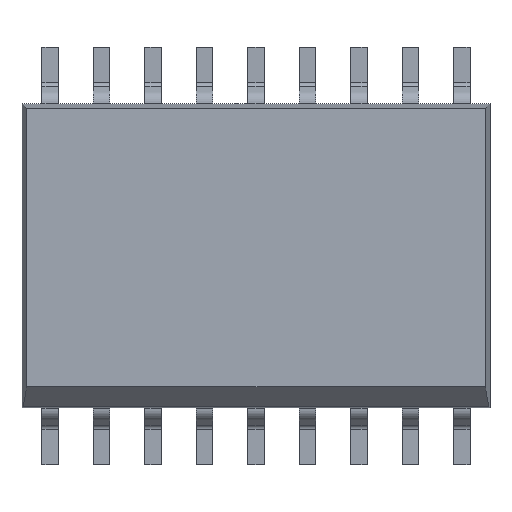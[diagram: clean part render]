
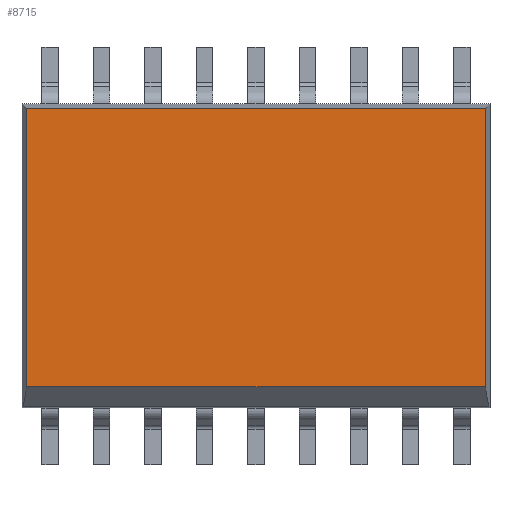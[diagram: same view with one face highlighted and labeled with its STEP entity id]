
A CAD part, top view. The second image highlights one B-rep face of the part: STEP entity #8715.
In plain terms, the highlighted planar face has unit normal (0, 0, 1).
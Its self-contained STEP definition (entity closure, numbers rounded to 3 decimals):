
#8676 = CARTESIAN_POINT ( 'NONE',  ( -5.66, 3.635, 2.65 ) ) ;
#8677 = VERTEX_POINT ( 'NONE', #8676 ) ;
#8678 = CARTESIAN_POINT ( 'NONE',  ( -5.66, -3.235, 2.65 ) ) ;
#8679 = VERTEX_POINT ( 'NONE', #8678 ) ;
#8680 = CARTESIAN_POINT ( 'NONE',  ( -5.66, -3.75, 2.65 ) ) ;
#8681 = DIRECTION ( 'NONE',  ( 0., -1., 0. ) ) ;
#8682 = VECTOR ( 'NONE', #8681, 1000. ) ;
#8683 = LINE ( 'NONE', #8680, #8682 ) ;
#8684 = EDGE_CURVE ( 'NONE', #8677, #8679, #8683, .T. ) ;
#8685 = ORIENTED_EDGE ( 'NONE', *, *, #8684, .T. ) ;
#8686 = CARTESIAN_POINT ( 'NONE',  ( 5.66, -3.235, 2.65 ) ) ;
#8687 = VERTEX_POINT ( 'NONE', #8686 ) ;
#8688 = CARTESIAN_POINT ( 'NONE',  ( 0., -3.235, 2.65 ) ) ;
#8689 = DIRECTION ( 'NONE',  ( 1., 0., 0. ) ) ;
#8690 = VECTOR ( 'NONE', #8689, 1000. ) ;
#8691 = LINE ( 'NONE', #8688, #8690 ) ;
#8692 = EDGE_CURVE ( 'NONE', #8679, #8687, #8691, .T. ) ;
#8693 = ORIENTED_EDGE ( 'NONE', *, *, #8692, .T. ) ;
#8694 = CARTESIAN_POINT ( 'NONE',  ( 5.66, 3.635, 2.65 ) ) ;
#8695 = VERTEX_POINT ( 'NONE', #8694 ) ;
#8696 = CARTESIAN_POINT ( 'NONE',  ( 5.66, 3.75, 2.65 ) ) ;
#8697 = DIRECTION ( 'NONE',  ( 0., 1., 0. ) ) ;
#8698 = VECTOR ( 'NONE', #8697, 1000. ) ;
#8699 = LINE ( 'NONE', #8696, #8698 ) ;
#8700 = EDGE_CURVE ( 'NONE', #8687, #8695, #8699, .T. ) ;
#8701 = ORIENTED_EDGE ( 'NONE', *, *, #8700, .T. ) ;
#8702 = CARTESIAN_POINT ( 'NONE',  ( -5.775, 3.635, 2.65 ) ) ;
#8703 = DIRECTION ( 'NONE',  ( -1., 0., 0. ) ) ;
#8704 = VECTOR ( 'NONE', #8703, 1000. ) ;
#8705 = LINE ( 'NONE', #8702, #8704 ) ;
#8706 = EDGE_CURVE ( 'NONE', #8695, #8677, #8705, .T. ) ;
#8707 = ORIENTED_EDGE ( 'NONE', *, *, #8706, .T. ) ;
#8708 = EDGE_LOOP ( 'NONE', ( #8685, #8693, #8701, #8707 ) ) ;
#8709 = FACE_OUTER_BOUND ( 'NONE', #8708, .T. ) ;
#8710 = CARTESIAN_POINT ( 'NONE',  ( 0., 0., 2.65 ) ) ;
#8711 = DIRECTION ( 'NONE',  ( 0., 0., 1. ) ) ;
#8712 = DIRECTION ( 'NONE',  ( 0., -1., 0. ) ) ;
#8713 = AXIS2_PLACEMENT_3D ( 'NONE', #8710, #8711, #8712 ) ;
#8714 = PLANE ( 'NONE', #8713 ) ;
#8715 = ADVANCED_FACE ( 'NONE', ( #8709 ), #8714, .T. ) ;
